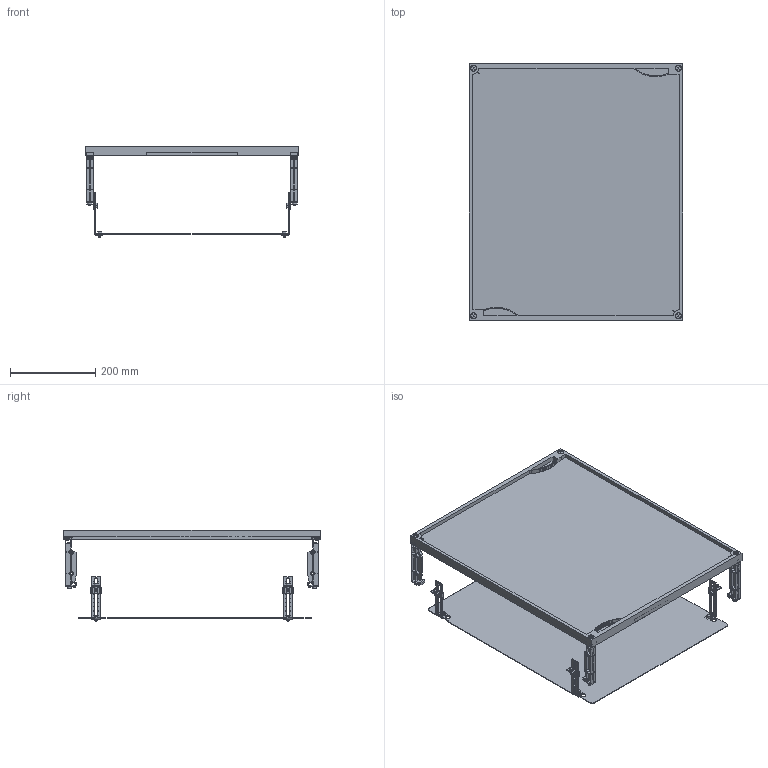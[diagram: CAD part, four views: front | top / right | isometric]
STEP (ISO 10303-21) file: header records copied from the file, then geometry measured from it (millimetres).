
FILE_DESCRIPTION(('STEP AP214'),'1');
FILE_NAME('cctmp_5BA94F9D-953B-4655-B41D-8A3C372F3861_2023_07_22_14_11_22_0643..stp','2023-07-22T12:11:24',('SIEMENS A&D'),('CADClick - www.CADClick.com'),'Spatial InterOp 3D postprocessed',' ','unknown authorization');
FILE_SCHEMA(('AUTOMOTIVE_DESIGN'));
Length unit declared in the file: millimetre
Products named in the file (31): cc_unnamed; 2023_07_22_14_11_22_0584; 2023_07_22_14_11_22_0580; 2023_07_22_14_11_22_0576; 2023_07_22_14_11_22_0572; 2023_07_22_14_11_22_0568; 2023_07_22_14_11_22_0564; 2023_07_22_14_11_22_0560; 2023_07_22_14_11_22_0556; 2023_07_22_14_11_22_0552; 2023_07_22_14_11_22_0548; 2023_07_22_14_11_22_0544; 2023_07_22_14_11_22_0540; 2023_07_22_14_11_22_0536; 2023_07_22_14_11_22_0532; 2023_07_22_14_11_22_0528; 2023_07_22_14_11_22_0524; 2023_07_22_14_11_22_0520; 2023_07_22_14_11_22_0516; 2023_07_22_14_11_22_0512; 2023_07_22_14_11_22_0508; 2023_07_22_14_11_22_0504; 2023_07_22_14_11_22_0500; 2023_07_22_14_11_22_0496; 2023_07_22_14_11_22_0492; 2023_07_22_14_11_22_0488; 2023_07_22_14_11_22_0484; 2023_07_22_14_11_22_0480; 2023_07_22_14_11_22_0476; 2023_07_22_14_11_22_0472; 2023_07_22_14_11_22_0468
Assembly tree (30 placements, depth 2):
  cc_unnamed
    2023_07_22_14_11_22_0584
    2023_07_22_14_11_22_0580
    2023_07_22_14_11_22_0576
    2023_07_22_14_11_22_0572
    2023_07_22_14_11_22_0568
    2023_07_22_14_11_22_0564
    2023_07_22_14_11_22_0560
    2023_07_22_14_11_22_0556
    2023_07_22_14_11_22_0552
    2023_07_22_14_11_22_0548
    2023_07_22_14_11_22_0544
    2023_07_22_14_11_22_0540
    2023_07_22_14_11_22_0536
    2023_07_22_14_11_22_0532
    2023_07_22_14_11_22_0528
    2023_07_22_14_11_22_0524
    2023_07_22_14_11_22_0520
    2023_07_22_14_11_22_0516
    2023_07_22_14_11_22_0512
    2023_07_22_14_11_22_0508
    2023_07_22_14_11_22_0504
    2023_07_22_14_11_22_0500
    2023_07_22_14_11_22_0496
    2023_07_22_14_11_22_0492
    2023_07_22_14_11_22_0488
    2023_07_22_14_11_22_0484
    2023_07_22_14_11_22_0480
    2023_07_22_14_11_22_0476
    2023_07_22_14_11_22_0472
    2023_07_22_14_11_22_0468
Bounding box: 500 x 600 x 214.43 mm (x, y, z)
Volume: 1990100.6 mm3; surface area: 1290825 mm2
Topology: 30 solids, 30 shells, 1554 faces, 4176 edges, 2744 vertices
Faces by surface type: plane 1092, cylinder 374, cone 56, torus 32
Entity records: 54257 total; most frequent: CARTESIAN_POINT 9105, ORIENTED_EDGE 8352, DIRECTION 8214, EDGE_CURVE 4176, LINE 3068, VECTOR 3068, VERTEX_POINT 2744, AXIS2_PLACEMENT_3D 2573
